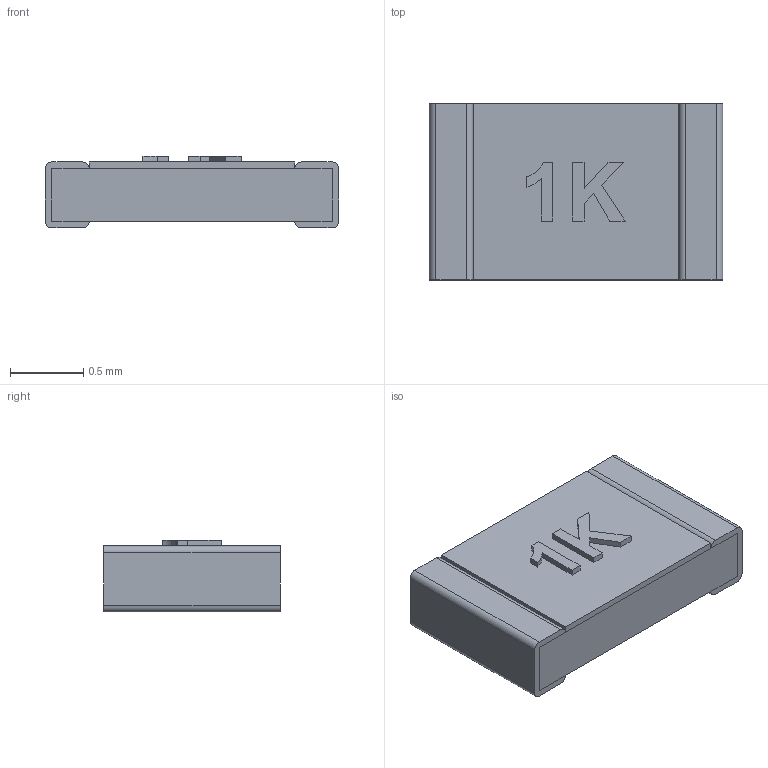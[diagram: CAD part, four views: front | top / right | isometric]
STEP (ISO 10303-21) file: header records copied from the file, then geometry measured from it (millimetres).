
FILE_DESCRIPTION(/* description */ (''),/* implementation_level */ '2;1');
FILE_NAME(/* name */ 'R_0805_2012Metric-1K-gray.step',/* time_stamp */ '2022-10-06T21:59:11-04:00',/* author */ (''),/* organization */ (''),/* preprocessor_version */ 'ST-DEVELOPER v19',/* originating_system */ 'Autodesk Translation Framework v11.7.0.108',/* authorisation */ '');
FILE_SCHEMA (('AUTOMOTIVE_DESIGN { 1 0 10303 214 3 1 1 }'));
Length unit declared in the file: millimetre
Products named in the file (1): (Unsaved)
Bounding box: 2 x 1.2 x 0.49 mm (x, y, z)
Volume: 1 mm3; surface area: 7.8 mm2
Topology: 1 solids, 1 shells, 48 faces, 128 edges, 84 vertices
Faces by surface type: plane 37, cylinder 8, bspline 3
Entity records: 1600 total; most frequent: CARTESIAN_POINT 312, ORIENTED_EDGE 256, DIRECTION 230, EDGE_CURVE 128, LINE 106, VECTOR 106, VERTEX_POINT 84, AXIS2_PLACEMENT_3D 62
